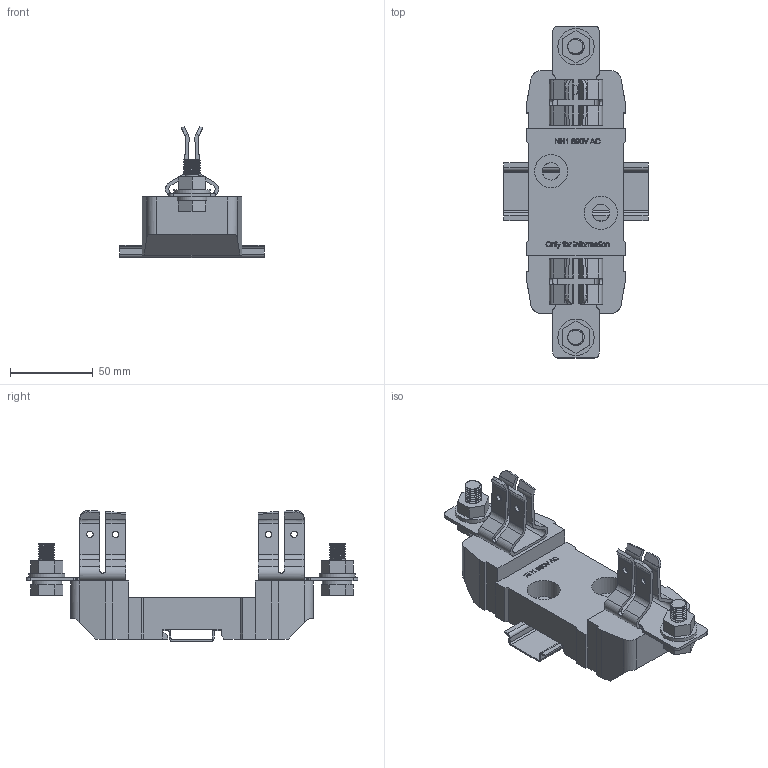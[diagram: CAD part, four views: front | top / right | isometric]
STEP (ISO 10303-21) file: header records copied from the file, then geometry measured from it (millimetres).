
FILE_DESCRIPTION(/* description */ (''),/* implementation_level */ '2;1');
FILE_NAME(/* name */ '3D_NH1_690V_AC_FUSEHOLDER_SAMPLE_STEP.stp',/* time_stamp */ '2016-07-06T13:27:56+02:00',/* author */ (''),/* organization */ (''),/* preprocessor_version */ 'ST-DEVELOPER v15',/* originating_system */ 'SIEMENS PLM Software NX 8.5',/* authorisation */ '');
FILE_SCHEMA (('CONFIG_CONTROL_DESIGN'));
Length unit declared in the file: millimetre
Products named in the file (1): 3D_NH1_690V_AC_FUSEHOLDER_SAMPLE
Bounding box: 87 x 200 x 78.98 mm (x, y, z)
Volume: 246338.1 mm3; surface area: 57602.2 mm2
Topology: 1 solids, 3 shells, 617 faces, 1677 edges, 1113 vertices
Faces by surface type: plane 413, extrusion 103, cylinder 95, bspline 6
Full cylindrical faces by diameter (mm): 9.8 x2, 10 x2, 10.5 x4, 11 x2, 17.85 x2, 20 x2, 21.9 x2
Entity records: 24769 total; most frequent: CARTESIAN_POINT 10150, ORIENTED_EDGE 3278, DIRECTION 2425, EDGE_CURVE 1639, VERTEX_POINT 1102, VECTOR 1009, LINE 906, EDGE_LOOP 719
